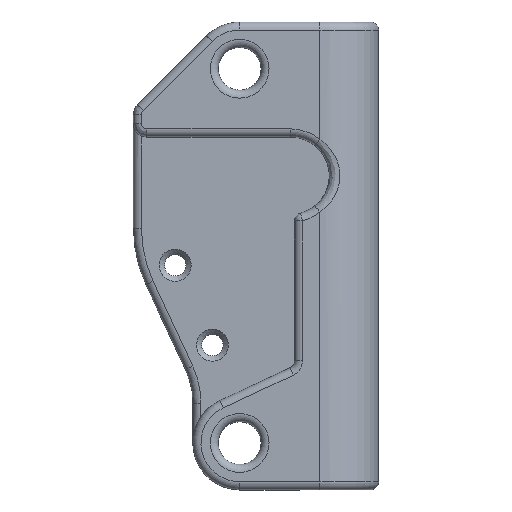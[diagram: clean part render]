
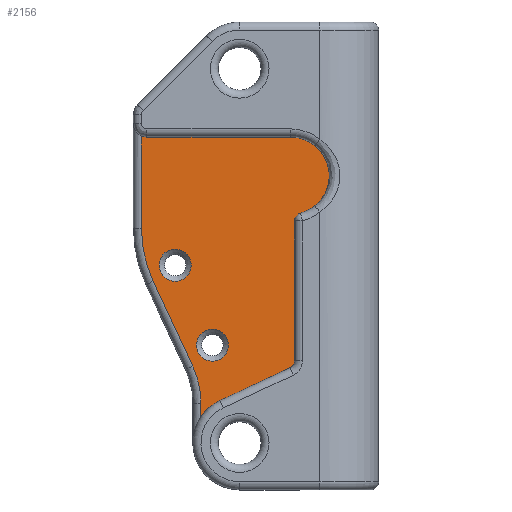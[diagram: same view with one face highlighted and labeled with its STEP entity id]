
A CAD part, top view. The second image highlights one B-rep face of the part: STEP entity #2156.
In plain terms, the highlighted planar face has unit normal (0, 0, 1).
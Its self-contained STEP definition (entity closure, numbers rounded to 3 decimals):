
#66=FACE_BOUND('',#279,.T.);
#67=FACE_BOUND('',#280,.T.);
#76=PLANE('',#2314);
#146=FACE_OUTER_BOUND('',#278,.T.);
#278=EDGE_LOOP('',(#1495,#1496,#1497,#1498,#1499,#1500,#1501,#1502,#1503,
#1504,#1505,#1506,#1507));
#279=EDGE_LOOP('',(#1508));
#280=EDGE_LOOP('',(#1509));
#404=CIRCLE('',#2310,1.2);
#407=CIRCLE('',#2315,3.5);
#408=CIRCLE('',#2316,0.6);
#409=CIRCLE('',#2317,0.6);
#410=CIRCLE('',#2318,2.9);
#411=CIRCLE('',#2319,1.);
#412=CIRCLE('',#2320,9.4);
#413=CIRCLE('',#2321,6.6);
#414=CIRCLE('',#2322,1.2);
#601=LINE('',#4288,#740);
#602=LINE('',#4292,#741);
#603=LINE('',#4296,#742);
#604=LINE('',#4302,#743);
#605=LINE('',#4306,#744);
#606=LINE('',#4310,#745);
#740=VECTOR('',#2616,10.);
#741=VECTOR('',#2619,10.);
#742=VECTOR('',#2622,10.);
#743=VECTOR('',#2627,10.);
#744=VECTOR('',#2630,10.);
#745=VECTOR('',#2633,10.);
#915=VERTEX_POINT('',#4276);
#918=VERTEX_POINT('',#4286);
#919=VERTEX_POINT('',#4287);
#920=VERTEX_POINT('',#4289);
#921=VERTEX_POINT('',#4291);
#922=VERTEX_POINT('',#4293);
#923=VERTEX_POINT('',#4295);
#924=VERTEX_POINT('',#4297);
#925=VERTEX_POINT('',#4299);
#926=VERTEX_POINT('',#4301);
#927=VERTEX_POINT('',#4303);
#928=VERTEX_POINT('',#4305);
#929=VERTEX_POINT('',#4307);
#930=VERTEX_POINT('',#4309);
#931=VERTEX_POINT('',#4312);
#1135=EDGE_CURVE('',#915,#915,#404,.T.);
#1140=EDGE_CURVE('',#918,#919,#601,.T.);
#1141=EDGE_CURVE('',#918,#920,#407,.T.);
#1142=EDGE_CURVE('',#920,#921,#602,.T.);
#1143=EDGE_CURVE('',#921,#922,#408,.T.);
#1144=EDGE_CURVE('',#922,#923,#603,.T.);
#1145=EDGE_CURVE('',#924,#923,#409,.F.);
#1146=EDGE_CURVE('',#924,#925,#410,.T.);
#1147=EDGE_CURVE('',#925,#926,#604,.T.);
#1148=EDGE_CURVE('',#927,#926,#411,.F.);
#1149=EDGE_CURVE('',#928,#927,#605,.T.);
#1150=EDGE_CURVE('',#929,#928,#412,.T.);
#1151=EDGE_CURVE('',#930,#929,#606,.T.);
#1152=EDGE_CURVE('',#919,#930,#413,.T.);
#1153=EDGE_CURVE('',#931,#931,#414,.T.);
#1495=ORIENTED_EDGE('',*,*,#1140,.F.);
#1496=ORIENTED_EDGE('',*,*,#1141,.T.);
#1497=ORIENTED_EDGE('',*,*,#1142,.T.);
#1498=ORIENTED_EDGE('',*,*,#1143,.T.);
#1499=ORIENTED_EDGE('',*,*,#1144,.T.);
#1500=ORIENTED_EDGE('',*,*,#1145,.F.);
#1501=ORIENTED_EDGE('',*,*,#1146,.T.);
#1502=ORIENTED_EDGE('',*,*,#1147,.T.);
#1503=ORIENTED_EDGE('',*,*,#1148,.F.);
#1504=ORIENTED_EDGE('',*,*,#1149,.F.);
#1505=ORIENTED_EDGE('',*,*,#1150,.F.);
#1506=ORIENTED_EDGE('',*,*,#1151,.F.);
#1507=ORIENTED_EDGE('',*,*,#1152,.F.);
#1508=ORIENTED_EDGE('',*,*,#1153,.F.);
#1509=ORIENTED_EDGE('',*,*,#1135,.F.);
#2156=ADVANCED_FACE('',(#146,#66,#67),#76,.T.);
#2310=AXIS2_PLACEMENT_3D('',#4277,#2604,#2605);
#2314=AXIS2_PLACEMENT_3D('',#4285,#2614,#2615);
#2315=AXIS2_PLACEMENT_3D('',#4290,#2617,#2618);
#2316=AXIS2_PLACEMENT_3D('',#4294,#2620,#2621);
#2317=AXIS2_PLACEMENT_3D('',#4298,#2623,#2624);
#2318=AXIS2_PLACEMENT_3D('',#4300,#2625,#2626);
#2319=AXIS2_PLACEMENT_3D('',#4304,#2628,#2629);
#2320=AXIS2_PLACEMENT_3D('',#4308,#2631,#2632);
#2321=AXIS2_PLACEMENT_3D('',#4311,#2634,#2635);
#2322=AXIS2_PLACEMENT_3D('',#4313,#2636,#2637);
#2604=DIRECTION('center_axis',(0.,0.,1.));
#2605=DIRECTION('ref_axis',(1.,0.,0.));
#2614=DIRECTION('center_axis',(0.,0.,1.));
#2615=DIRECTION('ref_axis',(1.,0.,0.));
#2616=DIRECTION('',(0.,1.,0.));
#2617=DIRECTION('center_axis',(0.,0.,-1.));
#2618=DIRECTION('ref_axis',(1.,0.,0.));
#2619=DIRECTION('',(0.906,0.423,0.));
#2620=DIRECTION('center_axis',(0.,0.,1.));
#2621=DIRECTION('ref_axis',(0.843,-0.537,0.));
#2622=DIRECTION('',(0.,1.,0.));
#2623=DIRECTION('center_axis',(0.,0.,-1.));
#2624=DIRECTION('ref_axis',(-0.793,0.609,0.));
#2625=DIRECTION('center_axis',(0.,0.,1.));
#2626=DIRECTION('ref_axis',(0.,-1.,0.));
#2627=DIRECTION('',(-1.,0.,0.));
#2628=DIRECTION('center_axis',(0.,0.,-1.));
#2629=DIRECTION('ref_axis',(-0.707,-0.707,0.));
#2630=DIRECTION('',(0.,1.,0.));
#2631=DIRECTION('center_axis',(0.,0.,-1.));
#2632=DIRECTION('ref_axis',(-0.976,-0.216,0.));
#2633=DIRECTION('',(-0.423,0.906,0.));
#2634=DIRECTION('center_axis',(0.,0.,1.));
#2635=DIRECTION('ref_axis',(0.976,0.216,0.));
#2636=DIRECTION('center_axis',(0.,0.,1.));
#2637=DIRECTION('ref_axis',(1.,0.,0.));
#4276=CARTESIAN_POINT('',(-9.237,-12.668,0.));
#4277=CARTESIAN_POINT('Origin',(-8.037,-12.668,0.));
#4285=CARTESIAN_POINT('Origin',(-4.775,-6.,0.));
#4286=CARTESIAN_POINT('',(-8.9,-18.04,0.));
#4287=CARTESIAN_POINT('',(-8.9,-17.013,0.));
#4288=CARTESIAN_POINT('',(-8.9,-13.,0.));
#4289=CARTESIAN_POINT('',(-7.479,-16.828,0.));
#4290=CARTESIAN_POINT('Origin',(-6.,-20.,0.));
#4291=CARTESIAN_POINT('',(-2.246,-14.388,0.));
#4292=CARTESIAN_POINT('',(-1.505,-14.042,0.));
#4293=CARTESIAN_POINT('',(-1.9,-13.844,0.));
#4294=CARTESIAN_POINT('Origin',(-2.5,-13.844,0.));
#4295=CARTESIAN_POINT('',(-1.9,-3.382,0.));
#4296=CARTESIAN_POINT('',(-1.9,-4.442,0.));
#4297=CARTESIAN_POINT('',(-1.454,-2.802,0.));
#4298=CARTESIAN_POINT('Origin',(-1.3,-3.382,0.));
#4299=CARTESIAN_POINT('',(-2.2,2.9,0.));
#4300=CARTESIAN_POINT('Origin',(-2.2,0.,0.));
#4301=CARTESIAN_POINT('',(-12.95,2.9,0.));
#4302=CARTESIAN_POINT('',(-9.363,2.9,0.));
#4303=CARTESIAN_POINT('',(-13.35,2.983,0.));
#4304=CARTESIAN_POINT('Origin',(-12.95,3.9,0.));
#4305=CARTESIAN_POINT('',(-13.35,-3.923,0.));
#4306=CARTESIAN_POINT('',(-13.35,-6.07,0.));
#4307=CARTESIAN_POINT('',(-12.469,-7.895,0.));
#4308=CARTESIAN_POINT('Origin',(-3.95,-3.923,0.));
#4309=CARTESIAN_POINT('',(-9.518,-14.223,0.));
#4310=CARTESIAN_POINT('',(-10.389,-12.357,0.));
#4311=CARTESIAN_POINT('Origin',(-15.5,-17.013,0.));
#4312=CARTESIAN_POINT('',(-12.026,-6.687,0.));
#4313=CARTESIAN_POINT('Origin',(-10.826,-6.687,0.));
